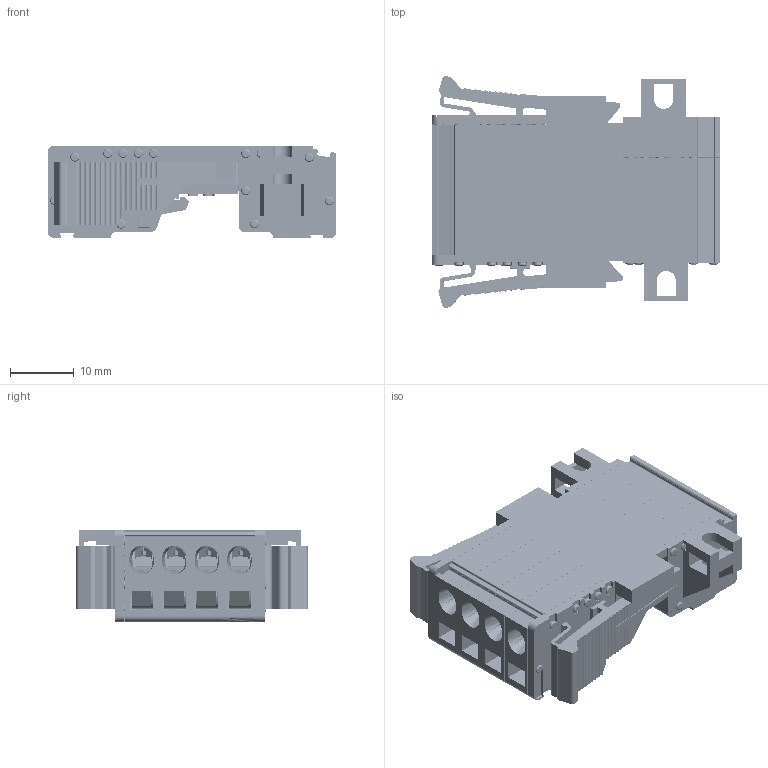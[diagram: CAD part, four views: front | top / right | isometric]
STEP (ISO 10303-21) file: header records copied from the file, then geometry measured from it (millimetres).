
FILE_DESCRIPTION(/* description */ ('Unknown'),/* implementation_level */ '2;1');
FILE_NAME(/* name */ 'DPSC5_08PM_4W_3D_MODEL_SOLID',/* time_stamp */ '2025-08-08T11:33:02+05:00',/* author */ ('Unknown'),/* organization */ ('Unknown'),/* preprocessor_version */ 'ST-DEVELOPER v16.7',/* originating_system */ 'Solid Edge',/* authorisation */ 'Unknown');
FILE_SCHEMA (('AUTOMOTIVE_DESIGN {1 0 10303 214 3 1 1}'));
Products named in the file (1): DPSC5_08PM_4W_3D_MODEL_SOLID
Bounding box: 45.25 x 36.26 x 14.5 mm (x, y, z)
Volume: 9811.9 mm3; surface area: 20145.5 mm2
Topology: 1 solids, 58 shells, 7530 faces, 20731 edges, 13683 vertices
Faces by surface type: plane 4666, cylinder 1517, bspline 1014, torus 205, cone 126, sphere 2
Full cylindrical faces by diameter (mm): 0.6 x19, 0.8 x30, 1.2 x12, 1.3 x125, 1.5 x12, 1.8 x4, 2.9 x4, 3.7 x4
Entity records: 316087 total; most frequent: CARTESIAN_POINT 78961, ORIENTED_EDGE 39990, DIRECTION 34038, EDGE_CURVE 19995, LINE 14038, VECTOR 14038, VERTEX_POINT 13506, AXIS2_PLACEMENT_3D 10000
